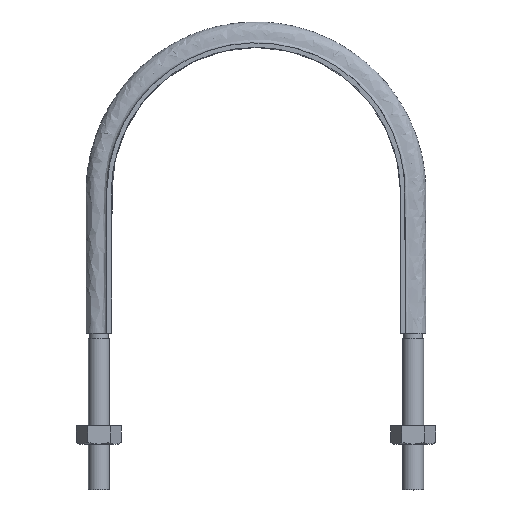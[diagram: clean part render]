
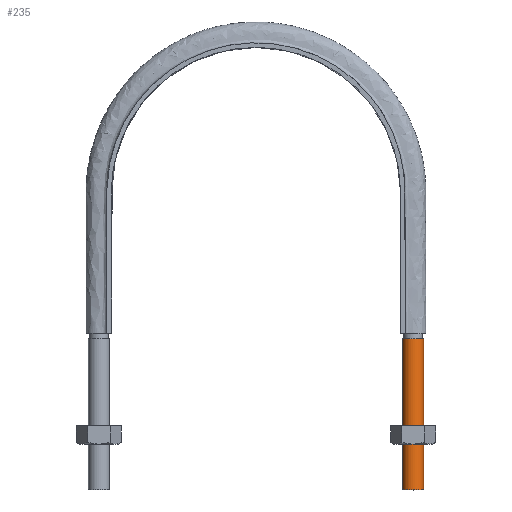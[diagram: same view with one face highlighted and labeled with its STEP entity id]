
A CAD part, top view. The second image highlights one B-rep face of the part: STEP entity #235.
In plain terms, the highlighted cylindrical face has radius 4.6 mm (diameter 9.2 mm), a full revolution.
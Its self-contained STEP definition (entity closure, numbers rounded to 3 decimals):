
#235 = ADVANCED_FACE( '', ( #330, #331 ), #332, .T. );
#330 = FACE_OUTER_BOUND( '', #1152, .T. );
#331 = FACE_OUTER_BOUND( '', #1153, .T. );
#332 = CYLINDRICAL_SURFACE( '', #1154, 4.6 );
#1152 = EDGE_LOOP( '', ( #1408 ) );
#1153 = EDGE_LOOP( '', ( #1409 ) );
#1154 = AXIS2_PLACEMENT_3D( '', #1410, #1411, #1412 );
#1408 = ORIENTED_EDGE( '', *, *, #1859, .T. );
#1409 = ORIENTED_EDGE( '', *, *, #1860, .F. );
#1410 = CARTESIAN_POINT( '', ( 68.5, 66., 0. ) );
#1411 = DIRECTION( '', ( 0., 1., 0. ) );
#1412 = DIRECTION( '', ( -1., 0., 0. ) );
#1859 = EDGE_CURVE( '', #2033, #2033, #2034, .T. );
#1860 = EDGE_CURVE( '', #2035, #2035, #2036, .T. );
#2033 = VERTEX_POINT( '', #2519 );
#2034 = CIRCLE( '', #2520, 4.6 );
#2035 = VERTEX_POINT( '', #2521 );
#2036 = CIRCLE( '', #2522, 4.6 );
#2519 = CARTESIAN_POINT( '', ( 63.9, 66., 0. ) );
#2520 = AXIS2_PLACEMENT_3D( '', #2925, #2926, #2927 );
#2521 = CARTESIAN_POINT( '', ( 63.9, 0., 0. ) );
#2522 = AXIS2_PLACEMENT_3D( '', #2928, #2929, #2930 );
#2925 = CARTESIAN_POINT( '', ( 68.5, 66., 0. ) );
#2926 = DIRECTION( '', ( 0., -1., 0. ) );
#2927 = DIRECTION( '', ( -1., 0., 0. ) );
#2928 = CARTESIAN_POINT( '', ( 68.5, 0., 0. ) );
#2929 = DIRECTION( '', ( 0., -1., 0. ) );
#2930 = DIRECTION( '', ( -1., 0., 0. ) );
